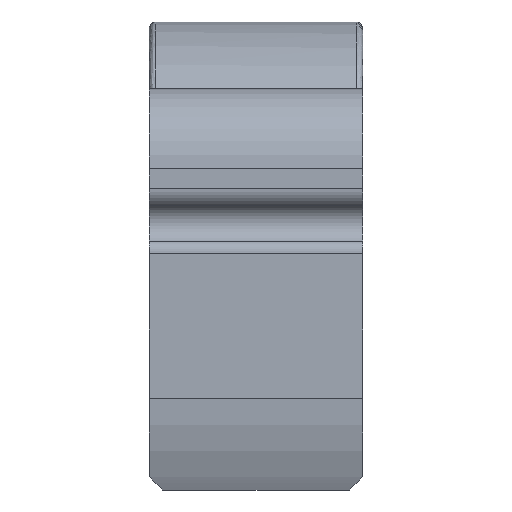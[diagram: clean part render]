
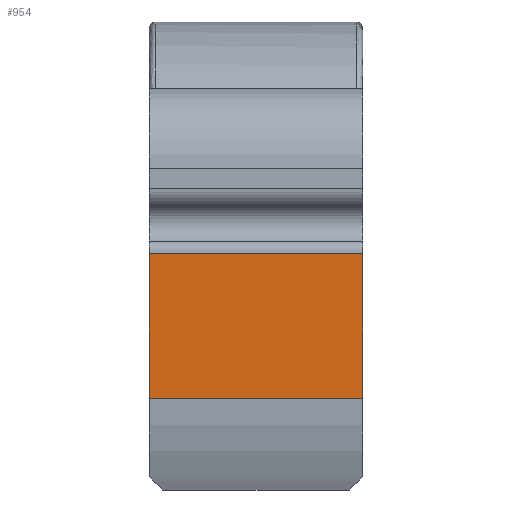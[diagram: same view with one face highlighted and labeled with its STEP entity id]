
A CAD part, front view. The second image highlights one B-rep face of the part: STEP entity #954.
In plain terms, the highlighted planar face has unit normal (0, -1, 0).
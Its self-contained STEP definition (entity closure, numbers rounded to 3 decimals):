
#24=PLANE('',#1050);
#58=LINE('',#1947,#117);
#68=LINE('',#1996,#127);
#69=LINE('',#2000,#128);
#70=LINE('',#2001,#129);
#117=VECTOR('',#1175,10.);
#127=VECTOR('',#1215,10.);
#128=VECTOR('',#1220,16.5);
#129=VECTOR('',#1221,10.);
#209=FACE_OUTER_BOUND('',#270,.T.);
#270=EDGE_LOOP('',(#759,#760,#761,#762));
#426=VERTEX_POINT('',#1944);
#427=VERTEX_POINT('',#1946);
#441=VERTEX_POINT('',#1995);
#442=VERTEX_POINT('',#1999);
#536=EDGE_CURVE('',#427,#426,#58,.T.);
#556=EDGE_CURVE('',#427,#441,#68,.T.);
#558=EDGE_CURVE('',#442,#426,#69,.T.);
#559=EDGE_CURVE('',#442,#441,#70,.T.);
#759=ORIENTED_EDGE('',*,*,#558,.F.);
#760=ORIENTED_EDGE('',*,*,#559,.T.);
#761=ORIENTED_EDGE('',*,*,#556,.F.);
#762=ORIENTED_EDGE('',*,*,#536,.T.);
#954=ADVANCED_FACE('',(#209),#24,.T.);
#1050=AXIS2_PLACEMENT_3D('',#1998,#1218,#1219);
#1175=DIRECTION('',(0.,0.,-1.));
#1215=DIRECTION('',(1.,0.,0.));
#1218=DIRECTION('center_axis',(0.,-1.,0.));
#1219=DIRECTION('ref_axis',(1.,0.,0.));
#1220=DIRECTION('',(-1.,0.,0.));
#1221=DIRECTION('',(0.,0.,1.));
#1944=CARTESIAN_POINT('',(-8.,-30.45,24.992));
#1946=CARTESIAN_POINT('',(-8.,-30.45,35.827));
#1947=CARTESIAN_POINT('',(-8.,-30.45,-29.688));
#1995=CARTESIAN_POINT('',(8.,-30.45,35.827));
#1996=CARTESIAN_POINT('',(-8.,-30.45,35.827));
#1998=CARTESIAN_POINT('Origin',(0.,-30.45,-11.191));
#1999=CARTESIAN_POINT('',(8.,-30.45,24.992));
#2000=CARTESIAN_POINT('',(0.,-30.45,24.992));
#2001=CARTESIAN_POINT('',(8.,-30.45,-30.194));
